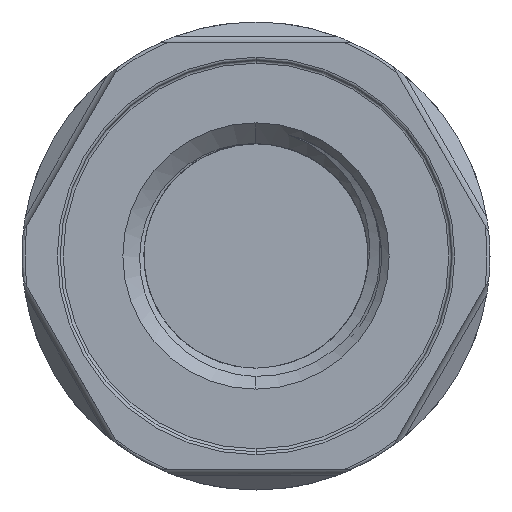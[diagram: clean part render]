
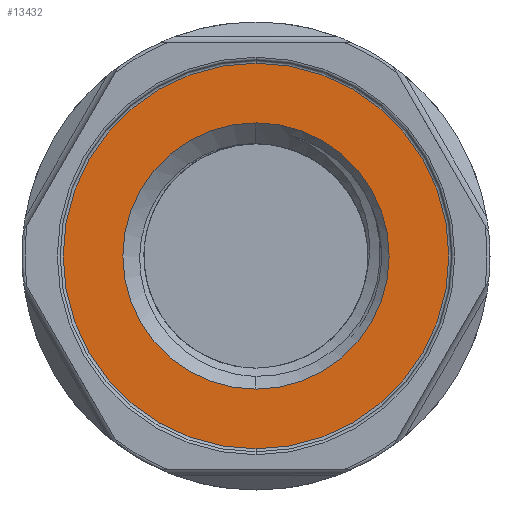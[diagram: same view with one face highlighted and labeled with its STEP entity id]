
A CAD part, front view. The second image highlights one B-rep face of the part: STEP entity #13432.
In plain terms, the highlighted planar face has unit normal (0, -1, 0).
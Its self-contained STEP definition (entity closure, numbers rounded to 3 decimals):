
#1053 = EDGE_LOOP ( 'NONE', ( #13060, #9790 ) ) ;
#1749 = AXIS2_PLACEMENT_3D ( 'NONE', #8063, #11265, #15534 ) ;
#2632 = CARTESIAN_POINT ( 'NONE',  ( 0., -20., 0. ) ) ;
#2685 = EDGE_CURVE ( 'NONE', #12383, #16717, #5656, .T. ) ;
#2909 = CIRCLE ( 'NONE', #3821, 6.8 ) ;
#3195 = EDGE_LOOP ( 'NONE', ( #5408, #8493 ) ) ;
#3348 = CARTESIAN_POINT ( 'NONE',  ( 0., -20., 6.8 ) ) ;
#3821 = AXIS2_PLACEMENT_3D ( 'NONE', #15562, #11290, #15466 ) ;
#3851 = DIRECTION ( 'NONE',  ( 0., 0., -1. ) ) ;
#4039 = CARTESIAN_POINT ( 'NONE',  ( 0., -20., -9.85 ) ) ;
#4408 = CIRCLE ( 'NONE', #11658, 9.85 ) ;
#5069 = AXIS2_PLACEMENT_3D ( 'NONE', #13480, #17828, #10351 ) ;
#5408 = ORIENTED_EDGE ( 'NONE', *, *, #11742, .T. ) ;
#5656 = CIRCLE ( 'NONE', #1749, 6.8 ) ;
#6538 = CIRCLE ( 'NONE', #9883, 9.85 ) ;
#6955 = EDGE_CURVE ( 'NONE', #16717, #12383, #2909, .T. ) ;
#8063 = CARTESIAN_POINT ( 'NONE',  ( 0., -20., 0. ) ) ;
#8493 = ORIENTED_EDGE ( 'NONE', *, *, #18678, .T. ) ;
#9221 = PLANE ( 'NONE',  #5069 ) ;
#9231 = DIRECTION ( 'NONE',  ( 0., 0., -1. ) ) ;
#9790 = ORIENTED_EDGE ( 'NONE', *, *, #2685, .F. ) ;
#9883 = AXIS2_PLACEMENT_3D ( 'NONE', #2632, #14070, #3851 ) ;
#10351 = DIRECTION ( 'NONE',  ( 0., 0., -1. ) ) ;
#10640 = FACE_BOUND ( 'NONE', #1053, .T. ) ;
#11265 = DIRECTION ( 'NONE',  ( 0., -1., 0. ) ) ;
#11290 = DIRECTION ( 'NONE',  ( 0., -1., 0. ) ) ;
#11658 = AXIS2_PLACEMENT_3D ( 'NONE', #15173, #16603, #9231 ) ;
#11742 = EDGE_CURVE ( 'NONE', #18524, #18164, #6538, .T. ) ;
#12383 = VERTEX_POINT ( 'NONE', #3348 ) ;
#13060 = ORIENTED_EDGE ( 'NONE', *, *, #6955, .F. ) ;
#13390 = CARTESIAN_POINT ( 'NONE',  ( 0., -20., -6.8 ) ) ;
#13432 = ADVANCED_FACE ( 'NONE', ( #14894, #10640 ), #9221, .T. ) ;
#13480 = CARTESIAN_POINT ( 'NONE',  ( 0., -20., 0. ) ) ;
#14070 = DIRECTION ( 'NONE',  ( 0., -1., 0. ) ) ;
#14449 = CARTESIAN_POINT ( 'NONE',  ( 0., -20., 9.85 ) ) ;
#14894 = FACE_OUTER_BOUND ( 'NONE', #3195, .T. ) ;
#15173 = CARTESIAN_POINT ( 'NONE',  ( 0., -20., 0. ) ) ;
#15466 = DIRECTION ( 'NONE',  ( 0., 0., -1. ) ) ;
#15534 = DIRECTION ( 'NONE',  ( 0., 0., -1. ) ) ;
#15562 = CARTESIAN_POINT ( 'NONE',  ( 0., -20., 0. ) ) ;
#16603 = DIRECTION ( 'NONE',  ( 0., -1., 0. ) ) ;
#16717 = VERTEX_POINT ( 'NONE', #13390 ) ;
#17828 = DIRECTION ( 'NONE',  ( 0., -1., 0. ) ) ;
#18164 = VERTEX_POINT ( 'NONE', #14449 ) ;
#18524 = VERTEX_POINT ( 'NONE', #4039 ) ;
#18678 = EDGE_CURVE ( 'NONE', #18164, #18524, #4408, .T. ) ;
